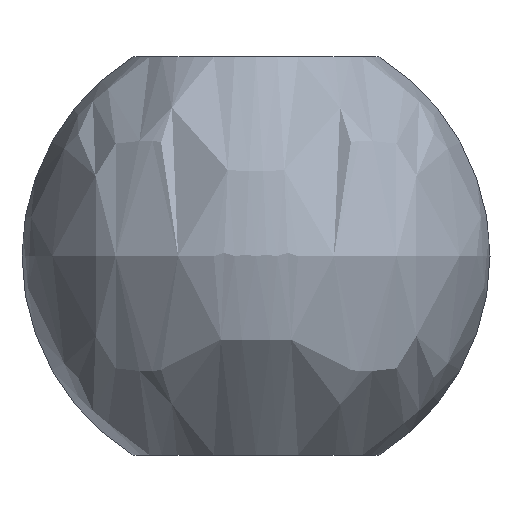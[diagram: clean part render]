
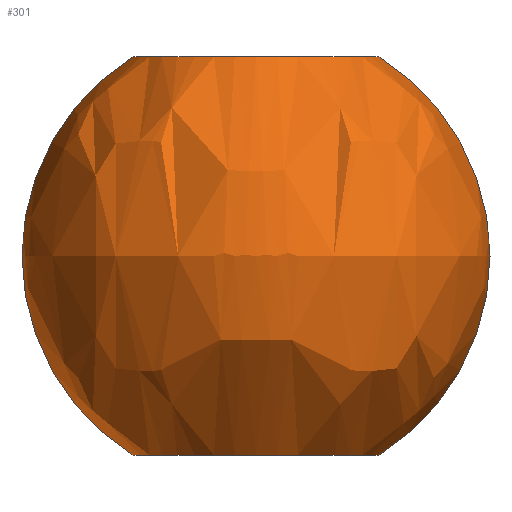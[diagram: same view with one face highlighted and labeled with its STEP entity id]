
A CAD part, front view. The second image highlights one B-rep face of the part: STEP entity #301.
In plain terms, the highlighted free-form (B-spline) face has degree [3, 3] with [4, 4] control points.
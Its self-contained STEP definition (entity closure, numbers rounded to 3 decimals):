
#16=ELLIPSE('',#343,6.25,6.25);
#17=ELLIPSE('',#344,6.25,6.25);
#18=ELLIPSE('',#345,6.25,6.25);
#19=ELLIPSE('',#346,6.25,6.25);
#43=CIRCLE('',#336,3.285);
#48=CIRCLE('',#341,3.285);
#117=ORIENTED_EDGE('',*,*,#191,.F.);
#118=ORIENTED_EDGE('',*,*,#190,.T.);
#119=ORIENTED_EDGE('',*,*,#177,.T.);
#120=ORIENTED_EDGE('',*,*,#193,.T.);
#121=ORIENTED_EDGE('',*,*,#192,.F.);
#122=ORIENTED_EDGE('',*,*,#182,.T.);
#177=EDGE_CURVE('',#217,#218,#43,.T.);
#182=EDGE_CURVE('',#222,#223,#48,.T.);
#190=EDGE_CURVE('',#224,#217,#16,.T.);
#191=EDGE_CURVE('',#224,#223,#17,.T.);
#192=EDGE_CURVE('',#222,#225,#18,.T.);
#193=EDGE_CURVE('',#218,#225,#19,.T.);
#217=VERTEX_POINT('',#799);
#218=VERTEX_POINT('',#800);
#222=VERTEX_POINT('',#813);
#223=VERTEX_POINT('',#814);
#224=VERTEX_POINT('',#873);
#225=VERTEX_POINT('',#876);
#244=EDGE_LOOP('',(#117,#118,#119,#120,#121,#122));
#268=FACE_BOUND('',#244,.T.);
#283=(
BOUNDED_SURFACE()
B_SPLINE_SURFACE(3,3,((#878,#879,#880,#881),(#882,#883,#884,#885),(#886,
#887,#888,#889),(#890,#891,#892,#893)),.SPHERICAL_SURF.,.F.,.F.,.F.)
B_SPLINE_SURFACE_WITH_KNOTS((4,4),(4,4),(0.,1.),(0.,1.),
 .PIECEWISE_BEZIER_KNOTS.)
GEOMETRIC_REPRESENTATION_ITEM()
RATIONAL_B_SPLINE_SURFACE(((1.,0.333,0.333,1.),
(0.333,0.111,0.111,0.333),
(0.333,0.111,0.111,0.333),
(1.,0.333,0.333,1.)))
REPRESENTATION_ITEM('')
SURFACE()
);
#301=ADVANCED_FACE('',(#268),#283,.T.);
#336=AXIS2_PLACEMENT_3D('',#798,#381,#382);
#341=AXIS2_PLACEMENT_3D('',#812,#391,#392);
#343=AXIS2_PLACEMENT_3D('',#872,#399,#400);
#344=AXIS2_PLACEMENT_3D('',#874,#401,#402);
#345=AXIS2_PLACEMENT_3D('',#875,#403,#404);
#346=AXIS2_PLACEMENT_3D('',#877,#405,#406);
#381=DIRECTION('',(0.,0.,-1.));
#382=DIRECTION('',(0.,1.,0.));
#391=DIRECTION('',(0.,0.,1.));
#392=DIRECTION('',(1.,0.,0.));
#399=DIRECTION('',(0.,-1.,0.));
#400=DIRECTION('',(-0.96,0.,-0.279));
#401=DIRECTION('',(0.,1.,0.));
#402=DIRECTION('',(-0.988,0.,0.156));
#403=DIRECTION('',(0.,1.,0.));
#404=DIRECTION('',(-0.988,0.,0.156));
#405=DIRECTION('',(0.,-1.,0.));
#406=DIRECTION('',(-0.96,0.,-0.279));
#798=CARTESIAN_POINT('',(0.,0.,5.317));
#799=CARTESIAN_POINT('',(3.285,0.,5.317));
#800=CARTESIAN_POINT('',(-3.285,0.,5.317));
#812=CARTESIAN_POINT('',(0.,0.,-5.317));
#813=CARTESIAN_POINT('',(-3.285,0.,-5.317));
#814=CARTESIAN_POINT('',(3.285,0.,-5.317));
#872=CARTESIAN_POINT('',(0.,0.,0.));
#873=CARTESIAN_POINT('',(6.25,0.,0.));
#874=CARTESIAN_POINT('',(0.,0.,0.));
#875=CARTESIAN_POINT('',(0.,0.,0.));
#876=CARTESIAN_POINT('',(-6.25,0.,0.));
#877=CARTESIAN_POINT('',(0.,0.,0.));
#878=CARTESIAN_POINT('',(6.25,0.,0.));
#879=CARTESIAN_POINT('',(6.25,0.,0.));
#880=CARTESIAN_POINT('',(6.25,0.,0.));
#881=CARTESIAN_POINT('',(6.25,0.,0.));
#882=CARTESIAN_POINT('',(6.25,0.,12.5));
#883=CARTESIAN_POINT('',(6.25,-25.,12.5));
#884=CARTESIAN_POINT('',(6.25,-25.,-12.5));
#885=CARTESIAN_POINT('',(6.25,0.,-12.5));
#886=CARTESIAN_POINT('',(-6.25,0.,12.5));
#887=CARTESIAN_POINT('',(-6.25,-25.,12.5));
#888=CARTESIAN_POINT('',(-6.25,-25.,-12.5));
#889=CARTESIAN_POINT('',(-6.25,0.,-12.5));
#890=CARTESIAN_POINT('',(-6.25,0.,0.));
#891=CARTESIAN_POINT('',(-6.25,0.,0.));
#892=CARTESIAN_POINT('',(-6.25,0.,0.));
#893=CARTESIAN_POINT('',(-6.25,0.,0.));
